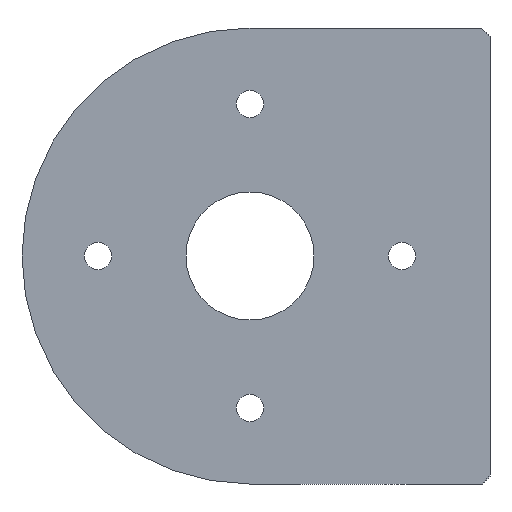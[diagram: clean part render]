
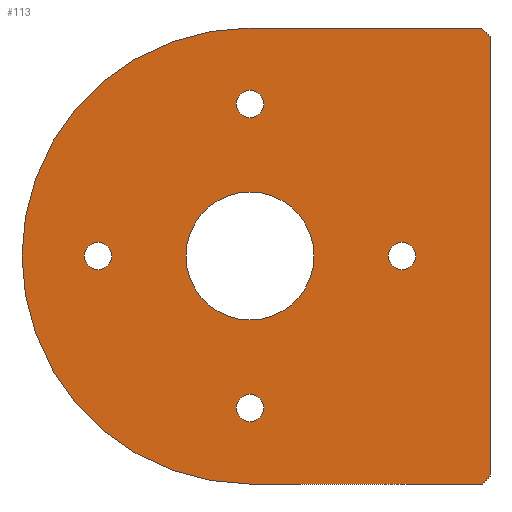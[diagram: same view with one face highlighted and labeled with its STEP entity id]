
A CAD part, left-side view. The second image highlights one B-rep face of the part: STEP entity #113.
In plain terms, the highlighted planar face has unit normal (-1, 0, 0).
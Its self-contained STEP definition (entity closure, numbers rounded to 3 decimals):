
#9 = CARTESIAN_POINT ( 'NONE',  ( -33., 35., 0. ) ) ;
#20 = DIRECTION ( 'NONE',  ( 1., 0., 0. ) ) ;
#22 = DIRECTION ( 'NONE',  ( 0., 0., 1. ) ) ;
#35 = CARTESIAN_POINT ( 'NONE',  ( -33., 35., 0. ) ) ;
#37 = CARTESIAN_POINT ( 'NONE',  ( -33., 35., 19. ) ) ;
#54 = DIRECTION ( 'NONE',  ( 0., 0., -1. ) ) ;
#63 = EDGE_LOOP ( 'NONE', ( #934, #596 ) ) ;
#68 = CARTESIAN_POINT ( 'NONE',  ( -33., 54., 1.7 ) ) ;
#71 = DIRECTION ( 'NONE',  ( 1., 0., 0. ) ) ;
#74 = FACE_BOUND ( 'NONE', #901, .T. ) ;
#76 = ORIENTED_EDGE ( 'NONE', *, *, #459, .F. ) ;
#85 = DIRECTION ( 'NONE',  ( 1., 0., 0. ) ) ;
#86 = VERTEX_POINT ( 'NONE', #527 ) ;
#100 = CIRCLE ( 'NONE', #1209, 28.5 ) ;
#106 = CARTESIAN_POINT ( 'NONE',  ( -33., 16., -1.7 ) ) ;
#110 = CARTESIAN_POINT ( 'NONE',  ( -33., 16., 0. ) ) ;
#113 = ADVANCED_FACE ( 'NONE', ( #551, #74, #1060, #965, #157, #570 ), #170, .F. ) ;
#118 = EDGE_CURVE ( 'NONE', #659, #245, #1120, .T. ) ;
#119 = ORIENTED_EDGE ( 'NONE', *, *, #1279, .T. ) ;
#129 = DIRECTION ( 'NONE',  ( 0., 0., 1. ) ) ;
#132 = CARTESIAN_POINT ( 'NONE',  ( -33., 35., -20.7 ) ) ;
#134 = ORIENTED_EDGE ( 'NONE', *, *, #1112, .F. ) ;
#157 = FACE_BOUND ( 'NONE', #539, .T. ) ;
#159 = VERTEX_POINT ( 'NONE', #68 ) ;
#168 = LINE ( 'NONE', #962, #1037 ) ;
#170 = PLANE ( 'NONE',  #213 ) ;
#175 = DIRECTION ( 'NONE',  ( 1., 0., 0. ) ) ;
#177 = VECTOR ( 'NONE', #129, 1000. ) ;
#180 = AXIS2_PLACEMENT_3D ( 'NONE', #35, #1113, #22 ) ;
#184 = LINE ( 'NONE', #274, #996 ) ;
#213 = AXIS2_PLACEMENT_3D ( 'NONE', #873, #951, #581 ) ;
#214 = CIRCLE ( 'NONE', #402, 1.7 ) ;
#243 = ORIENTED_EDGE ( 'NONE', *, *, #671, .T. ) ;
#245 = VERTEX_POINT ( 'NONE', #912 ) ;
#249 = DIRECTION ( 'NONE',  ( 0., 0., -1. ) ) ;
#257 = AXIS2_PLACEMENT_3D ( 'NONE', #985, #85, #492 ) ;
#265 = VERTEX_POINT ( 'NONE', #587 ) ;
#267 = ORIENTED_EDGE ( 'NONE', *, *, #623, .T. ) ;
#270 = ORIENTED_EDGE ( 'NONE', *, *, #1068, .T. ) ;
#274 = CARTESIAN_POINT ( 'NONE',  ( -33., 5., 27.5 ) ) ;
#276 = VECTOR ( 'NONE', #1010, 1000. ) ;
#284 = CARTESIAN_POINT ( 'NONE',  ( -33., 35., -17.3 ) ) ;
#287 = EDGE_CURVE ( 'NONE', #1077, #675, #612, .T. ) ;
#288 = EDGE_LOOP ( 'NONE', ( #732, #119 ) ) ;
#291 = EDGE_LOOP ( 'NONE', ( #654, #243 ) ) ;
#343 = CARTESIAN_POINT ( 'NONE',  ( -33., 35., 0. ) ) ;
#352 = ORIENTED_EDGE ( 'NONE', *, *, #287, .T. ) ;
#362 = EDGE_LOOP ( 'NONE', ( #850, #352, #1162, #618, #270, #649 ) ) ;
#366 = DIRECTION ( 'NONE',  ( -1., 0., 0. ) ) ;
#383 = VERTEX_POINT ( 'NONE', #1128 ) ;
#391 = CARTESIAN_POINT ( 'NONE',  ( -33., 6., -28.5 ) ) ;
#396 = VERTEX_POINT ( 'NONE', #1138 ) ;
#402 = AXIS2_PLACEMENT_3D ( 'NONE', #110, #505, #716 ) ;
#412 = DIRECTION ( 'NONE',  ( 0., 0., -1. ) ) ;
#415 = DIRECTION ( 'NONE',  ( 0., 0., 1. ) ) ;
#426 = CIRCLE ( 'NONE', #257, 1.7 ) ;
#428 = DIRECTION ( 'NONE',  ( 1., 0., 0. ) ) ;
#441 = VERTEX_POINT ( 'NONE', #1133 ) ;
#459 = EDGE_CURVE ( 'NONE', #441, #1150, #1059, .T. ) ;
#464 = DIRECTION ( 'NONE',  ( 0., 0., -1. ) ) ;
#469 = CIRCLE ( 'NONE', #993, 1.7 ) ;
#492 = DIRECTION ( 'NONE',  ( 0., 0., -1. ) ) ;
#495 = ORIENTED_EDGE ( 'NONE', *, *, #780, .T. ) ;
#505 = DIRECTION ( 'NONE',  ( 1., 0., 0. ) ) ;
#519 = AXIS2_PLACEMENT_3D ( 'NONE', #796, #1105, #1202 ) ;
#527 = CARTESIAN_POINT ( 'NONE',  ( -33., 16., 1.7 ) ) ;
#539 = EDGE_LOOP ( 'NONE', ( #76, #134 ) ) ;
#550 = CARTESIAN_POINT ( 'NONE',  ( -33., 5., -27.5 ) ) ;
#551 = FACE_BOUND ( 'NONE', #63, .T. ) ;
#555 = AXIS2_PLACEMENT_3D ( 'NONE', #856, #175, #249 ) ;
#567 = CIRCLE ( 'NONE', #1255, 1.7 ) ;
#570 = FACE_OUTER_BOUND ( 'NONE', #362, .T. ) ;
#581 = DIRECTION ( 'NONE',  ( 0., 0., -1. ) ) ;
#587 = CARTESIAN_POINT ( 'NONE',  ( -33., 35., -28.5 ) ) ;
#596 = ORIENTED_EDGE ( 'NONE', *, *, #800, .T. ) ;
#612 = LINE ( 'NONE', #391, #276 ) ;
#614 = DIRECTION ( 'NONE',  ( -1., 0., 0. ) ) ;
#618 = ORIENTED_EDGE ( 'NONE', *, *, #718, .T. ) ;
#623 = EDGE_CURVE ( 'NONE', #159, #1096, #469, .T. ) ;
#639 = AXIS2_PLACEMENT_3D ( 'NONE', #647, #667, #54 ) ;
#646 = LINE ( 'NONE', #1064, #1079 ) ;
#647 = CARTESIAN_POINT ( 'NONE',  ( -33., 16., 0. ) ) ;
#649 = ORIENTED_EDGE ( 'NONE', *, *, #686, .T. ) ;
#654 = ORIENTED_EDGE ( 'NONE', *, *, #1218, .T. ) ;
#659 = VERTEX_POINT ( 'NONE', #865 ) ;
#667 = DIRECTION ( 'NONE',  ( 1., 0., 0. ) ) ;
#671 = EDGE_CURVE ( 'NONE', #86, #753, #854, .T. ) ;
#675 = VERTEX_POINT ( 'NONE', #550 ) ;
#686 = EDGE_CURVE ( 'NONE', #383, #265, #100, .T. ) ;
#700 = AXIS2_PLACEMENT_3D ( 'NONE', #37, #428, #1033 ) ;
#709 = CARTESIAN_POINT ( 'NONE',  ( -33., 5., 27.5 ) ) ;
#716 = DIRECTION ( 'NONE',  ( 0., 0., -1. ) ) ;
#718 = EDGE_CURVE ( 'NONE', #1256, #396, #184, .T. ) ;
#732 = ORIENTED_EDGE ( 'NONE', *, *, #118, .T. ) ;
#733 = CARTESIAN_POINT ( 'NONE',  ( -33., 35., -19. ) ) ;
#748 = CIRCLE ( 'NONE', #519, 1.7 ) ;
#753 = VERTEX_POINT ( 'NONE', #106 ) ;
#771 = VERTEX_POINT ( 'NONE', #284 ) ;
#780 = EDGE_CURVE ( 'NONE', #1096, #159, #426, .T. ) ;
#790 = DIRECTION ( 'NONE',  ( 0., 0., 1. ) ) ;
#796 = CARTESIAN_POINT ( 'NONE',  ( -33., 35., -19. ) ) ;
#800 = EDGE_CURVE ( 'NONE', #771, #1300, #748, .T. ) ;
#843 = CARTESIAN_POINT ( 'NONE',  ( -33., 54., -1.7 ) ) ;
#850 = ORIENTED_EDGE ( 'NONE', *, *, #1038, .T. ) ;
#853 = CARTESIAN_POINT ( 'NONE',  ( -33., 54., 0. ) ) ;
#854 = CIRCLE ( 'NONE', #639, 1.7 ) ;
#856 = CARTESIAN_POINT ( 'NONE',  ( -33., 35., 19. ) ) ;
#860 = DIRECTION ( 'NONE',  ( 0., 1., 0. ) ) ;
#865 = CARTESIAN_POINT ( 'NONE',  ( -33., 35., 17.3 ) ) ;
#873 = CARTESIAN_POINT ( 'NONE',  ( -33., 0., 0. ) ) ;
#901 = EDGE_LOOP ( 'NONE', ( #495, #267 ) ) ;
#912 = CARTESIAN_POINT ( 'NONE',  ( -33., 35., 20.7 ) ) ;
#922 = EDGE_CURVE ( 'NONE', #1300, #771, #567, .T. ) ;
#934 = ORIENTED_EDGE ( 'NONE', *, *, #922, .T. ) ;
#945 = EDGE_CURVE ( 'NONE', #675, #1256, #1024, .T. ) ;
#951 = DIRECTION ( 'NONE',  ( 1., 0., 0. ) ) ;
#962 = CARTESIAN_POINT ( 'NONE',  ( -33., 5., 28.5 ) ) ;
#965 = FACE_BOUND ( 'NONE', #291, .T. ) ;
#980 = DIRECTION ( 'NONE',  ( 0., 0.707, 0.707 ) ) ;
#985 = CARTESIAN_POINT ( 'NONE',  ( -33., 54., 0. ) ) ;
#993 = AXIS2_PLACEMENT_3D ( 'NONE', #853, #71, #464 ) ;
#996 = VECTOR ( 'NONE', #980, 1000. ) ;
#997 = CIRCLE ( 'NONE', #1298, 8. ) ;
#1010 = DIRECTION ( 'NONE',  ( 0., -0.707, 0.707 ) ) ;
#1024 = LINE ( 'NONE', #1132, #177 ) ;
#1033 = DIRECTION ( 'NONE',  ( 0., 0., -1. ) ) ;
#1034 = CIRCLE ( 'NONE', #700, 1.7 ) ;
#1037 = VECTOR ( 'NONE', #860, 1000. ) ;
#1038 = EDGE_CURVE ( 'NONE', #265, #1077, #646, .T. ) ;
#1059 = CIRCLE ( 'NONE', #180, 8. ) ;
#1060 = FACE_BOUND ( 'NONE', #288, .T. ) ;
#1064 = CARTESIAN_POINT ( 'NONE',  ( -33., 5., -28.5 ) ) ;
#1068 = EDGE_CURVE ( 'NONE', #396, #383, #168, .T. ) ;
#1077 = VERTEX_POINT ( 'NONE', #1187 ) ;
#1079 = VECTOR ( 'NONE', #1163, 1000. ) ;
#1096 = VERTEX_POINT ( 'NONE', #843 ) ;
#1105 = DIRECTION ( 'NONE',  ( 1., 0., 0. ) ) ;
#1112 = EDGE_CURVE ( 'NONE', #1150, #441, #997, .T. ) ;
#1113 = DIRECTION ( 'NONE',  ( -1., 0., 0. ) ) ;
#1120 = CIRCLE ( 'NONE', #555, 1.7 ) ;
#1128 = CARTESIAN_POINT ( 'NONE',  ( -33., 35., 28.5 ) ) ;
#1132 = CARTESIAN_POINT ( 'NONE',  ( -33., 5., -28.5 ) ) ;
#1133 = CARTESIAN_POINT ( 'NONE',  ( -33., 35., 8. ) ) ;
#1138 = CARTESIAN_POINT ( 'NONE',  ( -33., 6., 28.5 ) ) ;
#1150 = VERTEX_POINT ( 'NONE', #1222 ) ;
#1162 = ORIENTED_EDGE ( 'NONE', *, *, #945, .T. ) ;
#1163 = DIRECTION ( 'NONE',  ( 0., -1., 0. ) ) ;
#1187 = CARTESIAN_POINT ( 'NONE',  ( -33., 6., -28.5 ) ) ;
#1202 = DIRECTION ( 'NONE',  ( 0., 0., -1. ) ) ;
#1209 = AXIS2_PLACEMENT_3D ( 'NONE', #343, #366, #790 ) ;
#1218 = EDGE_CURVE ( 'NONE', #753, #86, #214, .T. ) ;
#1222 = CARTESIAN_POINT ( 'NONE',  ( -33., 35., -8. ) ) ;
#1255 = AXIS2_PLACEMENT_3D ( 'NONE', #733, #20, #412 ) ;
#1256 = VERTEX_POINT ( 'NONE', #709 ) ;
#1279 = EDGE_CURVE ( 'NONE', #245, #659, #1034, .T. ) ;
#1298 = AXIS2_PLACEMENT_3D ( 'NONE', #9, #614, #415 ) ;
#1300 = VERTEX_POINT ( 'NONE', #132 ) ;
